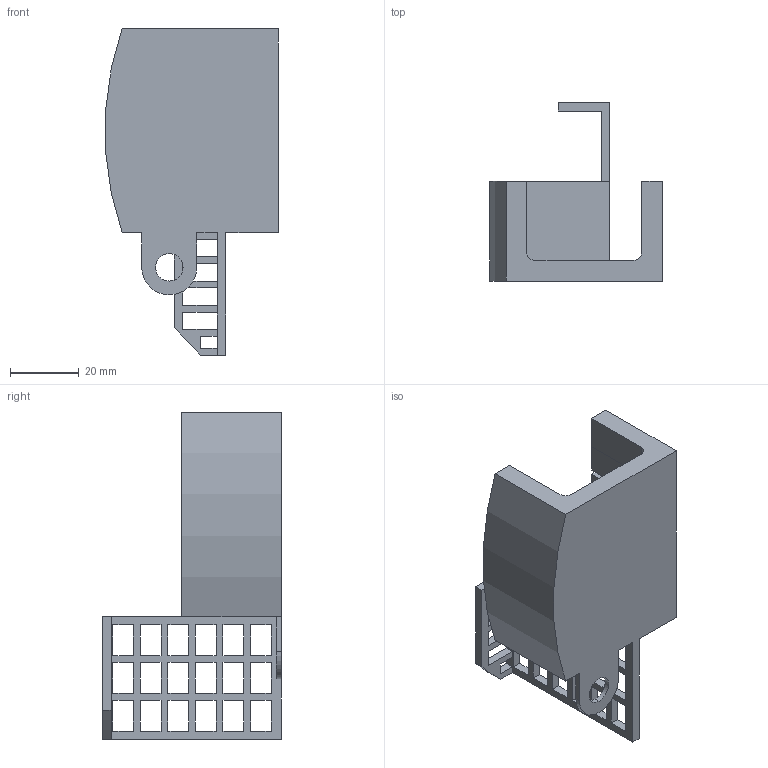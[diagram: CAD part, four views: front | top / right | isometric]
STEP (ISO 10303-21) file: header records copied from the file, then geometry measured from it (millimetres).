
FILE_DESCRIPTION (( 'STEP AP214' ), '1' );
FILE_NAME ('Dialisis02_SujecciónBomba.STEP', '2023-05-22T13:14:31', ( '' ), ( '' ), 'SwSTEP 2.0', 'SolidWorks 2022', '' );
FILE_SCHEMA (( 'AUTOMOTIVE_DESIGN' ));
Length unit declared in the file: millimetre
Products named in the file (1): Dialisis02_SujecciónBomba
Bounding box: 50.21 x 52 x 94.75 mm (x, y, z)
Volume: 41518.5 mm3; surface area: 19864 mm2
Topology: 1 solids, 1 shells, 136 faces, 416 edges, 277 vertices
Faces by surface type: plane 128, cylinder 8
Entity records: 4698 total; most frequent: ORIENTED_EDGE 832, CARTESIAN_POINT 830, DIRECTION 706, EDGE_CURVE 416, LINE 400, VECTOR 400, VERTEX_POINT 277, EDGE_LOOP 179
